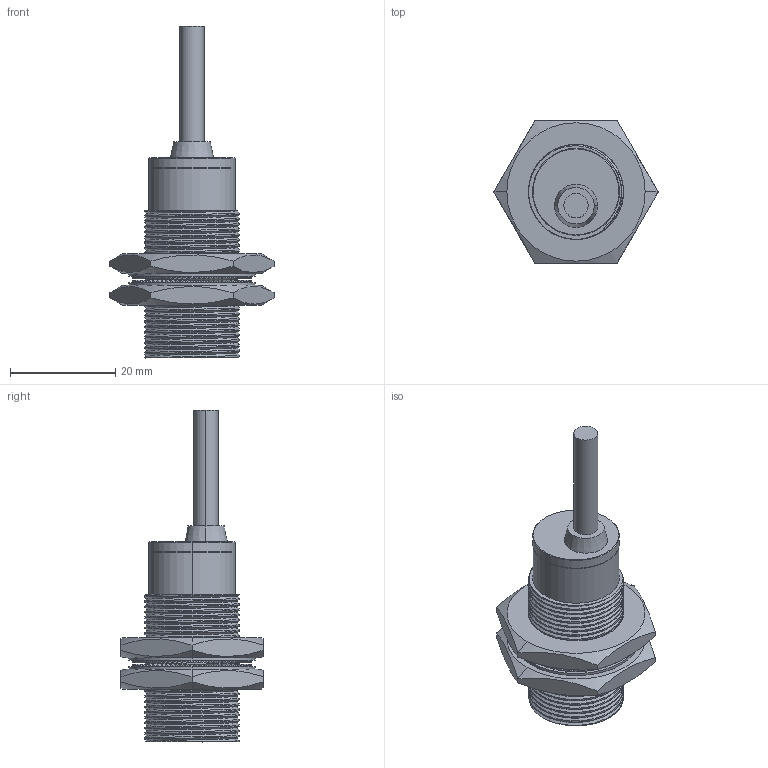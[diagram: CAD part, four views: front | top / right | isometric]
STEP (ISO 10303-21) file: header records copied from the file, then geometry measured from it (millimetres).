
FILE_DESCRIPTION((''),'2;1');
FILE_NAME('M18-_________________ASM','2017-12-20T',('Gavin'),(''),'PRO/ENGINEER BY PARAMETRIC TECHNOLOGY CORPORATION, 2009440','PRO/ENGINEER BY PARAMETRIC TECHNOLOGY CORPORATION, 2009440','');
FILE_SCHEMA(('CONFIG_CONTROL_DESIGN'));
Length unit declared in the file: millimetre
Products named in the file (6): ____-____5_1_; _M18X1_____-___________1_-32189; _M18X1_____-___________1_-16768; BACK_COVER; CABLE; M18-_________________ASM
Assembly tree (5 placements, depth 2):
  M18-_________________ASM
    ____-____5_1_
    _M18X1_____-___________1_-32189
    _M18X1_____-___________1_-16768
    BACK_COVER
    CABLE
Bounding box: 31.18 x 27 x 63 mm (x, y, z)
Volume: 13291 mm3; surface area: 7946.1 mm2
Topology: 5 solids, 5 shells, 999 faces, 2494 edges, 1656 vertices
Faces by surface type: plane 893, cylinder 76, cone 22, bspline 8
Entity records: 43654 total; most frequent: CARTESIAN_POINT 19840, ORIENTED_EDGE 4988, DIRECTION 4403, EDGE_CURVE 2494, VECTOR 2269, LINE 2269, VERTEX_POINT 1656, EDGE_LOOP 1158
